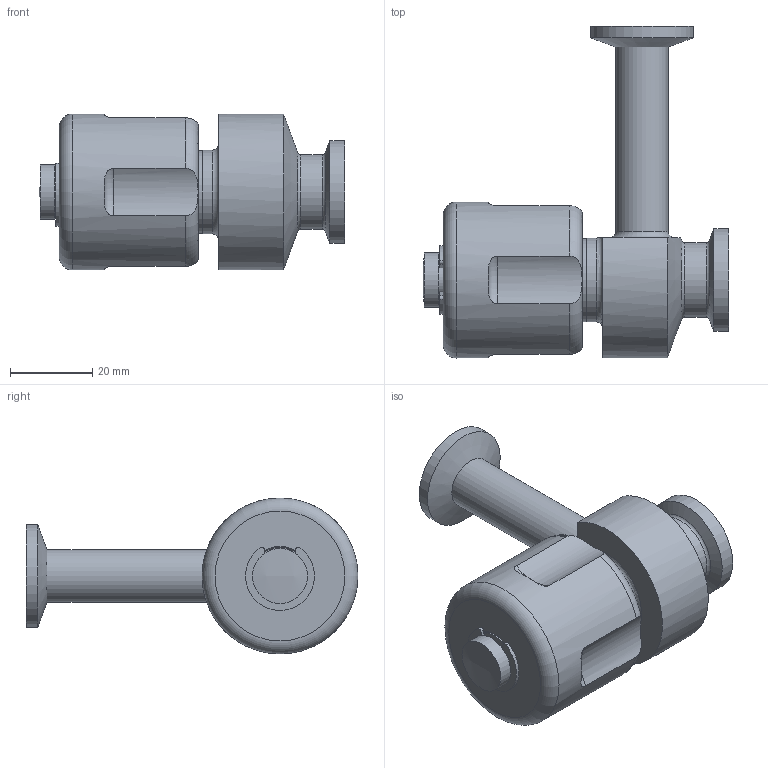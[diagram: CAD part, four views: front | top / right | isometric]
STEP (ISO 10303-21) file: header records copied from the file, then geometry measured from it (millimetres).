
FILE_DESCRIPTION(/* description */ (''),/* implementation_level */ '2;1');
FILE_NAME(/* name */ 'SV26TV50D.stp',/* time_stamp */ '2022-03-17T15:16:26-04:00',/* author */ ('lee'),/* organization */ (''),/* preprocessor_version */ 'ST-DEVELOPER v18.1',/* originating_system */ 'Autodesk Inventor 2020',/* authorisation */ '');
FILE_SCHEMA (('AUTOMOTIVE_DESIGN { 1 0 10303 214 3 1 1 }'));
Length unit declared in the file: inch
Products named in the file (1): SV26TV50D
Bounding box: 74.21 x 80.66 x 37.9 mm (x, y, z)
Volume: 52259.8 mm3; surface area: 24513.4 mm2
Topology: 6 solids, 6 shells, 101 faces, 287 edges, 207 vertices
Faces by surface type: cylinder 43, plane 34, torus 12, cone 9, bspline 2, sphere 1
Full cylindrical faces by diameter (mm): 4.623 x1, 4.648 x2, 8.57 x1, 9.398 x1, 9.474 x1, 12.7 x1, 13.335 x3, 13.843 x1, 14.224 x1, 18.034 x1, 18.669 x1, 18.771 x1, 19.685 x1, 20.193 x1, 20.371 x2, 21.793 x1, 21.895 x2, 24.435 x1, 24.994 x2, 37.897 x1
Entity records: 4010 total; most frequent: CARTESIAN_POINT 1029, DIRECTION 637, ORIENTED_EDGE 574, EDGE_CURVE 287, AXIS2_PLACEMENT_3D 279, VERTEX_POINT 207, CIRCLE 179, EDGE_LOOP 122
